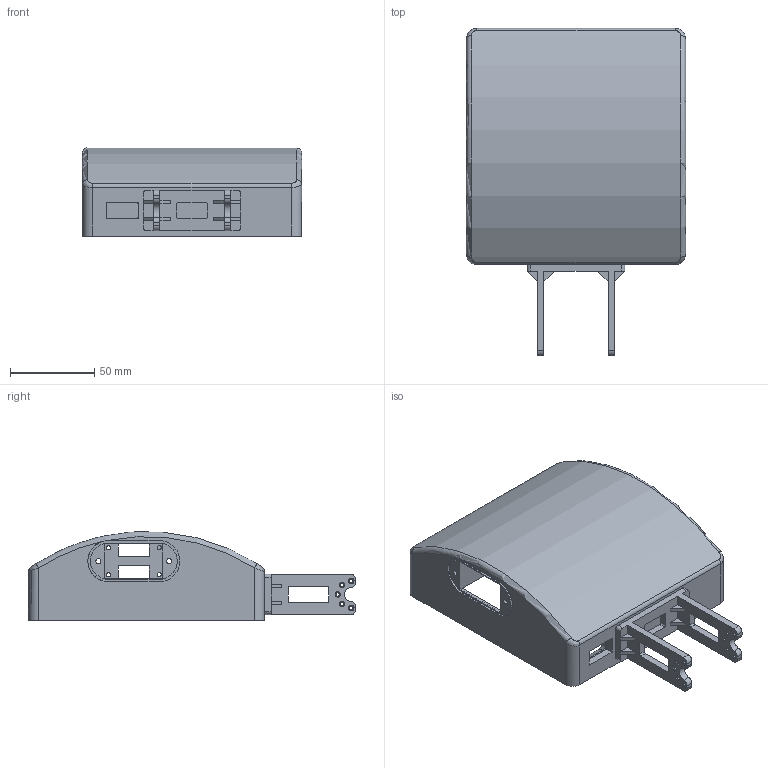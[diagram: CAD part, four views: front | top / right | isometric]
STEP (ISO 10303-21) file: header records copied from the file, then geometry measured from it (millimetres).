
FILE_DESCRIPTION(/* description */ (''),/* implementation_level */ '2;1');
FILE_NAME(/* name */ 'V20_EndBody_PiAssembly.stp',/* time_stamp */ '2025-10-28T09:49:31+10:30',/* author */ ('matth'),/* organization */ (''),/* preprocessor_version */ 'ST-DEVELOPER v20.1',/* originating_system */ 'Autodesk Inventor 2026',/* authorisation */ '');
FILE_SCHEMA (('AUTOMOTIVE_DESIGN { 1 0 10303 214 3 1 1 }'));
Length unit declared in the file: millimetre
Products named in the file (4): Final_End_Pi_Assembly; FINAL_End_Body_Template; botclamp30deg; 2025_hinge_attachment
Assembly tree (3 placements, depth 2):
  Final_End_Pi_Assembly
    FINAL_End_Body_Template
    botclamp30deg
    2025_hinge_attachment
Bounding box: 130 x 194 x 52.4 mm (x, y, z)
Volume: 107637.9 mm3; surface area: 97491.6 mm2
Topology: 3 solids, 3 shells, 316 faces, 830 edges, 538 vertices
Faces by surface type: plane 172, cylinder 120, cone 14, sphere 4, bspline 4, torus 2
Full cylindrical faces by diameter (mm): 2 x14, 2.5 x8, 3 x8, 4.5 x4, 5.5 x4
Entity records: 10382 total; most frequent: CARTESIAN_POINT 2152, DIRECTION 1684, ORIENTED_EDGE 1660, EDGE_CURVE 830, AXIS2_PLACEMENT_3D 562, LINE 560, VECTOR 560, VERTEX_POINT 538
